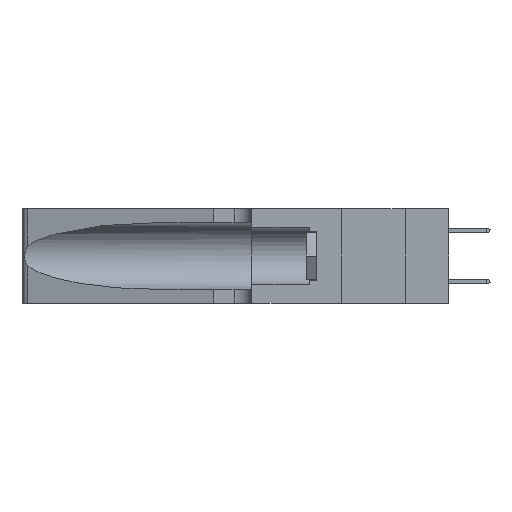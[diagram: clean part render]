
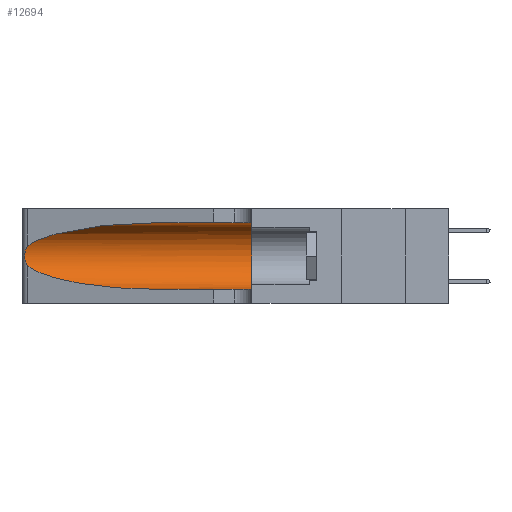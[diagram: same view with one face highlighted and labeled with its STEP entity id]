
A CAD part, left-side view. The second image highlights one B-rep face of the part: STEP entity #12694.
In plain terms, the highlighted cylindrical face has radius 3.308 mm (diameter 6.617 mm), a partial arc.
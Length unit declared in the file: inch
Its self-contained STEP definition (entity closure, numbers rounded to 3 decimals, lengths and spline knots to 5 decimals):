
#115 = ORIENTED_EDGE ( 'NONE', *, *, #18238, .T. ) ;
#511 = ORIENTED_EDGE ( 'NONE', *, *, #3531, .T. ) ;
#968 = ORIENTED_EDGE ( 'NONE', *, *, #16716, .T. ) ;
#1385 = CARTESIAN_POINT ( 'NONE',  ( 0.25639, 1.23186, 0.15144 ) ) ;
#1501 = CARTESIAN_POINT ( 'NONE',  ( 0.25487, 1.22718, 0.14631 ) ) ;
#1527 = CARTESIAN_POINT ( 'NONE',  ( 0.25487, 1.22718, 0.14631 ) ) ;
#1619 = CARTESIAN_POINT ( 'NONE',  ( 0.25487, 1.22718, 0.22369 ) ) ;
#1926 = VERTEX_POINT ( 'NONE', #1527 ) ;
#2292 = CARTESIAN_POINT ( 'NONE',  ( 0.2373, 1.15595, 0.08982 ) ) ;
#2473 = EDGE_CURVE ( 'NONE', #31662, #25740, #17523, .T. ) ;
#3531 = EDGE_CURVE ( 'NONE', #10868, #6678, #23137, .T. ) ;
#3718 = CARTESIAN_POINT ( 'NONE',  ( 0.1305, 0.72297, 0.31525 ) ) ;
#4100 = CARTESIAN_POINT ( 'NONE',  ( 0.26018, 1.23835, 0.19895 ) ) ;
#4309 = CYLINDRICAL_SURFACE ( 'NONE', #16594, 0.13025 ) ;
#4329 = DIRECTION ( 'NONE',  ( 0., -1., 0. ) ) ;
#5309 =( BOUNDED_CURVE ( )  B_SPLINE_CURVE ( 3, ( #9081, #2292, #7570, #9980 ),
 .UNSPECIFIED., .F., .F. ) 
 B_SPLINE_CURVE_WITH_KNOTS ( ( 4, 4 ),
 ( 3.44316, 4.71239 ),
 .UNSPECIFIED. ) 
 CURVE ( )  GEOMETRIC_REPRESENTATION_ITEM ( )  RATIONAL_B_SPLINE_CURVE ( ( 1., 0.87, 0.87, 1. ) ) 
 REPRESENTATION_ITEM ( '' )  );
#5612 = CARTESIAN_POINT ( 'NONE',  ( 0.1305, 0.35, 0.31525 ) ) ;
#6005 = CARTESIAN_POINT ( 'NONE',  ( 0.18966, 0.96281, 0.31525 ) ) ;
#6631 = CARTESIAN_POINT ( 'NONE',  ( 0.25856, 1.23593, 0.16098 ) ) ;
#6678 = VERTEX_POINT ( 'NONE', #26632 ) ;
#7570 = CARTESIAN_POINT ( 'NONE',  ( 0.18966, 0.96281, 0.05475 ) ) ;
#9081 = CARTESIAN_POINT ( 'NONE',  ( 0.25487, 1.22718, 0.14631 ) ) ;
#9980 = CARTESIAN_POINT ( 'NONE',  ( 0.1305, 0.72297, 0.05475 ) ) ;
#10598 = CARTESIAN_POINT ( 'NONE',  ( 0.1305, 0.72297, 0.05475 ) ) ;
#10868 = VERTEX_POINT ( 'NONE', #15089 ) ;
#11254 = CARTESIAN_POINT ( 'NONE',  ( 0.25854, 1.2359, 0.20912 ) ) ;
#12095 = EDGE_CURVE ( 'NONE', #31655, #25740, #27622, .T. ) ;
#12248 = ORIENTED_EDGE ( 'NONE', *, *, #12095, .T. ) ;
#12694 = ADVANCED_FACE ( 'NONE', ( #15892 ), #4309, .F. ) ;
#14246 = DIRECTION ( 'NONE',  ( 0., 1., 0. ) ) ;
#15089 = CARTESIAN_POINT ( 'NONE',  ( 0.1305, 0.72297, 0.31525 ) ) ;
#15294 = LINE ( 'NONE', #29721, #18392 ) ;
#15892 = FACE_OUTER_BOUND ( 'NONE', #30372, .T. ) ;
#16318 = EDGE_CURVE ( 'NONE', #10868, #31662, #15294, .T. ) ;
#16594 = AXIS2_PLACEMENT_3D ( 'NONE', #29266, #4329, #31432 ) ;
#16716 = EDGE_CURVE ( 'NONE', #1926, #31655, #5309, .T. ) ;
#17359 = DIRECTION ( 'NONE',  ( 0., -1., 0. ) ) ;
#17523 = CIRCLE ( 'NONE', #29259, 0.13025 ) ;
#18238 = EDGE_CURVE ( 'NONE', #6678, #1926, #20187, .T. ) ;
#18247 = ORIENTED_EDGE ( 'NONE', *, *, #16318, .F. ) ;
#18392 = VECTOR ( 'NONE', #17359, 39.37008 ) ;
#19466 = VECTOR ( 'NONE', #30769, 39.37008 ) ;
#20187 = B_SPLINE_CURVE_WITH_KNOTS ( 'NONE', 3,
 ( #1619, #28969, #23484, #26119, #11254, #4100, #26357, #28633, #21468, #6631, #21352, #1385, #26014, #1501 ),
 .UNSPECIFIED., .F., .F.,
 ( 4, 2, 2, 2, 2, 2, 4 ),
 ( 0., 0.00027, 0.00053, 0.00107, 0.0016, 0.00187, 0.00214 ),
 .UNSPECIFIED. ) ;
#21320 = CARTESIAN_POINT ( 'NONE',  ( 0.25487, 1.22718, 0.22369 ) ) ;
#21352 = CARTESIAN_POINT ( 'NONE',  ( 0.25789, 1.23486, 0.15765 ) ) ;
#21468 = CARTESIAN_POINT ( 'NONE',  ( 0.26017, 1.23833, 0.17102 ) ) ;
#23137 =( BOUNDED_CURVE ( )  B_SPLINE_CURVE ( 3, ( #3718, #6005, #23693, #21320 ),
 .UNSPECIFIED., .F., .T. ) 
 B_SPLINE_CURVE_WITH_KNOTS ( ( 4, 4 ),
 ( 1.5708, 2.84003 ),
 .UNSPECIFIED. ) 
 CURVE ( )  GEOMETRIC_REPRESENTATION_ITEM ( )  RATIONAL_B_SPLINE_CURVE ( ( 1., 0.87, 0.87, 1. ) ) 
 REPRESENTATION_ITEM ( '' )  );
#23194 = ORIENTED_EDGE ( 'NONE', *, *, #2473, .F. ) ;
#23484 = CARTESIAN_POINT ( 'NONE',  ( 0.25639, 1.23184, 0.21858 ) ) ;
#23693 = CARTESIAN_POINT ( 'NONE',  ( 0.2373, 1.15595, 0.28018 ) ) ;
#24461 = CARTESIAN_POINT ( 'NONE',  ( 0.1305, 0.35, 0.05475 ) ) ;
#25573 = CARTESIAN_POINT ( 'NONE',  ( 0.1305, 1.61858, 0.05475 ) ) ;
#25740 = VERTEX_POINT ( 'NONE', #24461 ) ;
#26014 = CARTESIAN_POINT ( 'NONE',  ( 0.25555, 1.22993, 0.14849 ) ) ;
#26119 = CARTESIAN_POINT ( 'NONE',  ( 0.25787, 1.23484, 0.2124 ) ) ;
#26357 = CARTESIAN_POINT ( 'NONE',  ( 0.26075, 1.23896, 0.19203 ) ) ;
#26632 = CARTESIAN_POINT ( 'NONE',  ( 0.25487, 1.22718, 0.22369 ) ) ;
#27622 = LINE ( 'NONE', #25573, #19466 ) ;
#28633 = CARTESIAN_POINT ( 'NONE',  ( 0.26075, 1.23896, 0.178 ) ) ;
#28969 = CARTESIAN_POINT ( 'NONE',  ( 0.25555, 1.22994, 0.2215 ) ) ;
#29129 = CARTESIAN_POINT ( 'NONE',  ( 0.1305, 0.35, 0.185 ) ) ;
#29259 = AXIS2_PLACEMENT_3D ( 'NONE', #29129, #14246, #29444 ) ;
#29266 = CARTESIAN_POINT ( 'NONE',  ( 0.1305, 1.61858, 0.185 ) ) ;
#29444 = DIRECTION ( 'NONE',  ( 0., 0., 1. ) ) ;
#29721 = CARTESIAN_POINT ( 'NONE',  ( 0.1305, 1.61858, 0.31525 ) ) ;
#30372 = EDGE_LOOP ( 'NONE', ( #511, #115, #968, #12248, #23194, #18247 ) ) ;
#30769 = DIRECTION ( 'NONE',  ( 0., -1., 0. ) ) ;
#31432 = DIRECTION ( 'NONE',  ( 0., 0., -1. ) ) ;
#31655 = VERTEX_POINT ( 'NONE', #10598 ) ;
#31662 = VERTEX_POINT ( 'NONE', #5612 ) ;
